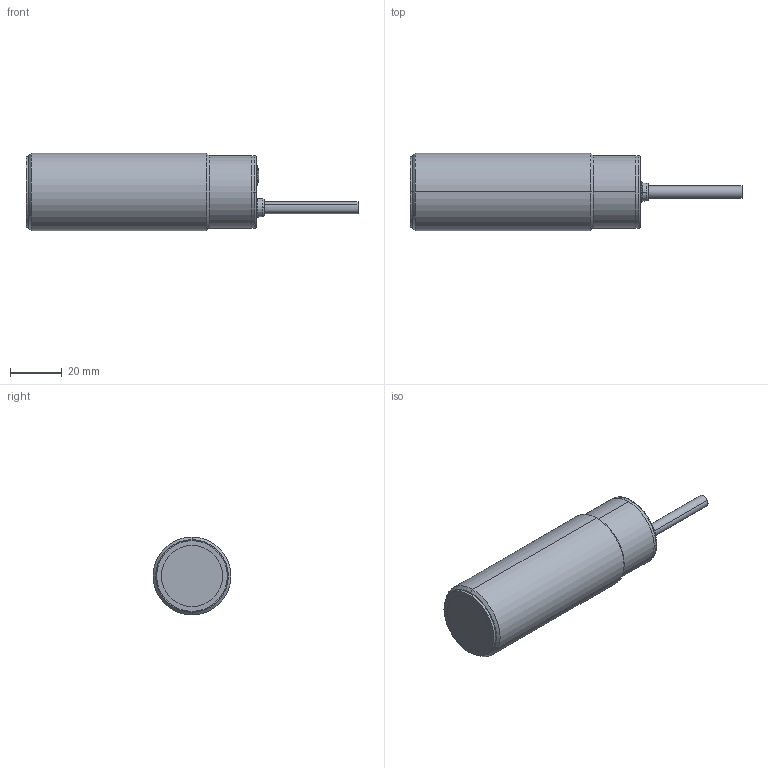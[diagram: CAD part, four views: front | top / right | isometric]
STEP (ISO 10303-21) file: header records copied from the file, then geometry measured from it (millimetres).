
FILE_DESCRIPTION (( 'STEP AP214' ), '1' );
FILE_NAME ('UT1B-E9-0A.step', '2018-04-12T21:49:00', ( '' ), ( '' ), 'SwSTEP 2.0', 'SolidWorks 2017', '' );
FILE_SCHEMA (( 'AUTOMOTIVE_DESIGN' ));
Length unit declared in the file: inch
Products named in the file (1): UT1B-E9-0A
Bounding box: 128 x 30 x 30 mm (x, y, z)
Volume: 61656.1 mm3; surface area: 12805.3 mm2
Topology: 5 solids, 5 shells, 48 faces, 90 edges, 56 vertices
Faces by surface type: cylinder 18, plane 13, bspline 11, cone 6
Entity records: 2045 total; most frequent: CARTESIAN_POINT 384, DIRECTION 216, ORIENTED_EDGE 180, AXIS2_PLACEMENT_3D 96, EDGE_CURVE 90, CIRCLE 58, VERTEX_POINT 56, UNCERTAINTY_MEASURE_WITH_UNIT 55
